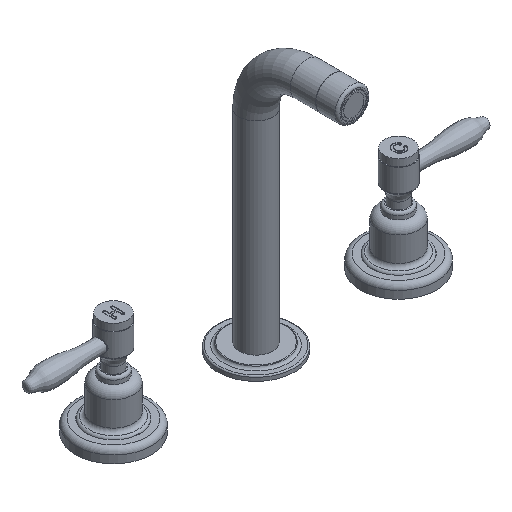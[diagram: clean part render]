
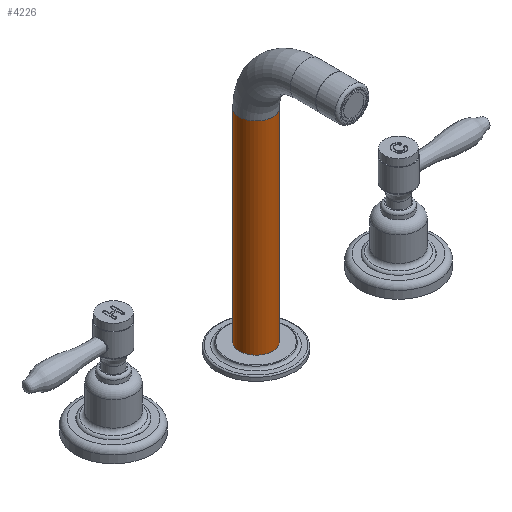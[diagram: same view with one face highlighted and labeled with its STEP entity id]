
A CAD part, isometric view. The second image highlights one B-rep face of the part: STEP entity #4226.
In plain terms, the highlighted cylindrical face has radius 13 mm (diameter 26 mm), a full revolution.
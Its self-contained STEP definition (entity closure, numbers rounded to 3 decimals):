
#417=LINE('',#7317,#692);
#692=VECTOR('',#5548,13.);
#883=CYLINDRICAL_SURFACE('',#4723,13.);
#1095=FACE_OUTER_BOUND('',#1387,.T.);
#1387=EDGE_LOOP('',(#3335,#3336,#3337,#3338,#3339));
#1639=CIRCLE('',#4678,13.);
#1666=CIRCLE('',#4721,13.);
#1667=CIRCLE('',#4722,13.);
#1922=VERTEX_POINT('',#7240);
#1944=VERTEX_POINT('',#7311);
#1945=VERTEX_POINT('',#7313);
#2409=EDGE_CURVE('',#1922,#1922,#1639,.T.);
#2443=EDGE_CURVE('',#1944,#1945,#1666,.T.);
#2444=EDGE_CURVE('',#1945,#1944,#1667,.T.);
#2445=EDGE_CURVE('',#1945,#1922,#417,.T.);
#3335=ORIENTED_EDGE('',*,*,#2444,.F.);
#3336=ORIENTED_EDGE('',*,*,#2445,.T.);
#3337=ORIENTED_EDGE('',*,*,#2409,.T.);
#3338=ORIENTED_EDGE('',*,*,#2445,.F.);
#3339=ORIENTED_EDGE('',*,*,#2443,.F.);
#4226=ADVANCED_FACE('',(#1095),#883,.T.);
#4678=AXIS2_PLACEMENT_3D('',#7241,#5449,#5450);
#4721=AXIS2_PLACEMENT_3D('',#7314,#5542,#5543);
#4722=AXIS2_PLACEMENT_3D('',#7315,#5544,#5545);
#4723=AXIS2_PLACEMENT_3D('',#7316,#5546,#5547);
#5449=DIRECTION('center_axis',(0.,0.,1.));
#5450=DIRECTION('ref_axis',(1.,0.,0.));
#5542=DIRECTION('center_axis',(0.,0.,1.));
#5543=DIRECTION('ref_axis',(1.,0.,0.));
#5544=DIRECTION('center_axis',(0.,0.,1.));
#5545=DIRECTION('ref_axis',(1.,0.,0.));
#5546=DIRECTION('center_axis',(0.,0.,1.));
#5547=DIRECTION('ref_axis',(1.,0.,0.));
#5548=DIRECTION('',(0.,0.,-1.));
#7240=CARTESIAN_POINT('',(99.5,0.,6.));
#7241=CARTESIAN_POINT('Origin',(112.5,0.,6.));
#7311=CARTESIAN_POINT('',(112.5,-13.,166.));
#7313=CARTESIAN_POINT('',(99.5,0.,166.));
#7314=CARTESIAN_POINT('Origin',(112.5,0.,166.));
#7315=CARTESIAN_POINT('Origin',(112.5,0.,166.));
#7316=CARTESIAN_POINT('Origin',(112.5,0.,6.));
#7317=CARTESIAN_POINT('',(99.5,0.,6.));
